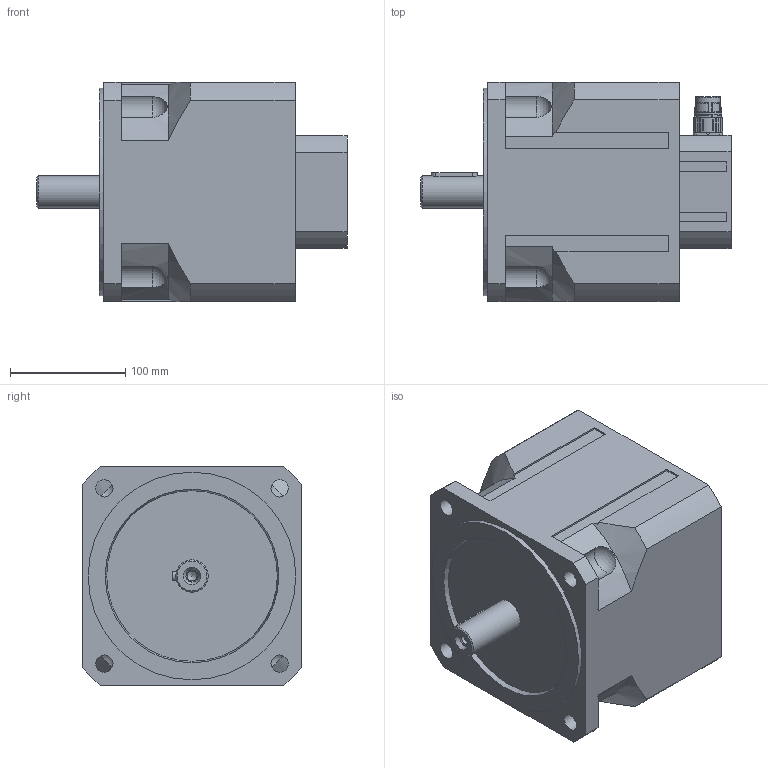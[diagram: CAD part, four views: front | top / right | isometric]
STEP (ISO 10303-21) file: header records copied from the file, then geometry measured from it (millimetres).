
FILE_DESCRIPTION((''),'2;1');
FILE_NAME('N7028 00 P Z_4000.stp','2012-05-04T10:03:45',('oslejsek'),(''),'Autodesk Inventor 2012','Autodesk Inventor 2012','');
FILE_SCHEMA(('AUTOMOTIVE_DESIGN { 1 0 10303 214 1 1 1 1 }'));
Length unit declared in the file: millimetre
Products named in the file (5): N7028 00 P Z_4000; N7028 00 P_4000; RES_110609; MOT_114773; DIN 6885 A A 8 x 7 x 40
Assembly tree (4 placements, depth 2):
  N7028 00 P Z_4000
    N7028 00 P_4000
    RES_110609
    MOT_114773
    DIN 6885 A A 8 x 7 x 40
Bounding box: 269 x 190 x 190 mm (x, y, z)
Volume: 6188698.6 mm3; surface area: 238207 mm2
Topology: 4 solids, 4 shells, 1638 faces, 4105 edges, 2540 vertices
Faces by surface type: cylinder 513, plane 453, bspline 315, torus 212, cone 88, sphere 57
Full cylindrical faces by diameter (mm): 1 x16, 1.18 x4, 1.3 x4, 1.75 x1, 1.945 x1, 2 x4, 2.013 x8, 2.15 x4, 2.7 x20, 2.8 x4, 3 x4, 5.8 x1, 8.376 x1, 10.5 x1, 15 x4, 17.4 x1, 17.5 x1, 17.7 x1, 19.8 x1, 20 x2, 21.15 x1, 21.5 x1, 21.6 x1, 22.643 x2, 28 x1, 180 x1
Entity records: 74513 total; most frequent: CARTESIAN_POINT 37922, ORIENTED_EDGE 7626, DIRECTION 7341, EDGE_CURVE 3813, AXIS2_PLACEMENT_3D 3004, VERTEX_POINT 2448, EDGE_LOOP 1951, CIRCLE 1652
